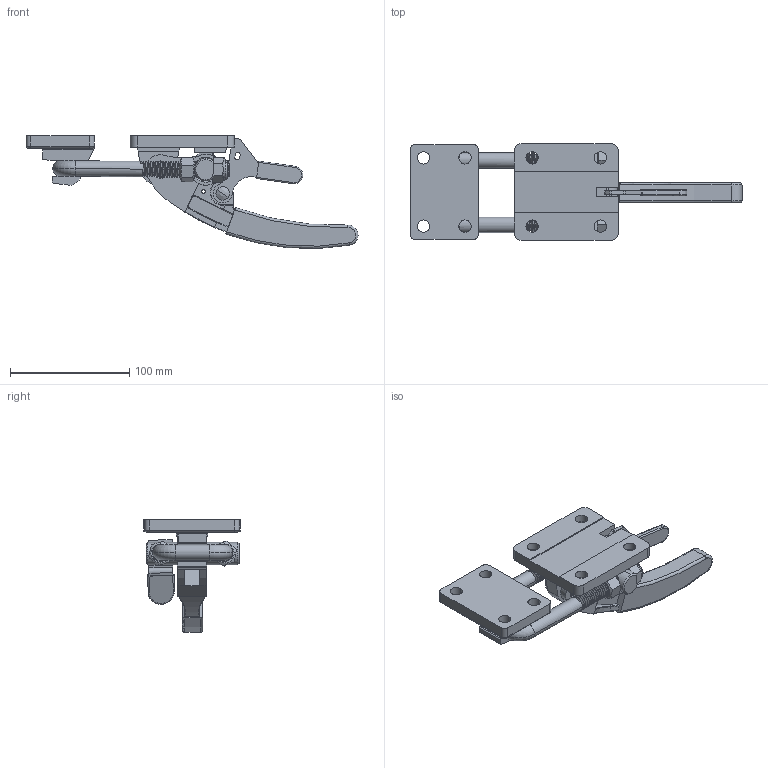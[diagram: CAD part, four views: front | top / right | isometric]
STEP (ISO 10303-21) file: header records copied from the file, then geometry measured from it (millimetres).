
FILE_DESCRIPTION (( 'STEP AP203' ), '1' );
FILE_NAME ('CH-40360-ST.STEP', '2017-12-02T05:25:08', ( 'Windows' ), ( 'Microsoft' ), 'SwSTEP 2.0', 'SolidWorks 2015', '' );
FILE_SCHEMA (( 'CONFIG_CONTROL_DESIGN' ));
Length unit declared in the file: millimetre
Products named in the file (13): CH-40360-ST; CH-40380-06; CH-40380-02 HOOK; CH-40380-05 ROTOR; 蹟譫00; 滅; CH-40360-ST菁釱; u蜇璃; CH-40370-04 PERMANENT SEAT; 4036-ST諶; 忒參; 諾穩; CH-40380-07
Assembly tree (14 placements, depth 2):
  CH-40360-ST
    CH-40360-ST菁釱
    CH-40370-04 PERMANENT SEAT
    忒參
    CH-40380-07
    CH-40380-06
    CH-40380-02 HOOK
    CH-40380-05 ROTOR
    蹟譫00  x2
    滅  x2
    u蜇璃
    4036-ST諶
    諾穩
Bounding box: 278.32 x 81 x 94.72 mm (x, y, z)
Volume: 287664.6 mm3; surface area: 99685.8 mm2
Topology: 14 solids, 14 shells, 1400 faces, 3884 edges, 2548 vertices
Faces by surface type: plane 771, cylinder 365, bspline 149, cone 66, torus 48, sphere 1
Entity records: 59199 total; most frequent: CARTESIAN_POINT 24954, ORIENTED_EDGE 7410, DIRECTION 6192, EDGE_CURVE 3705, VERTEX_POINT 2434, LINE 2216, VECTOR 2216, AXIS2_PLACEMENT_3D 1988
